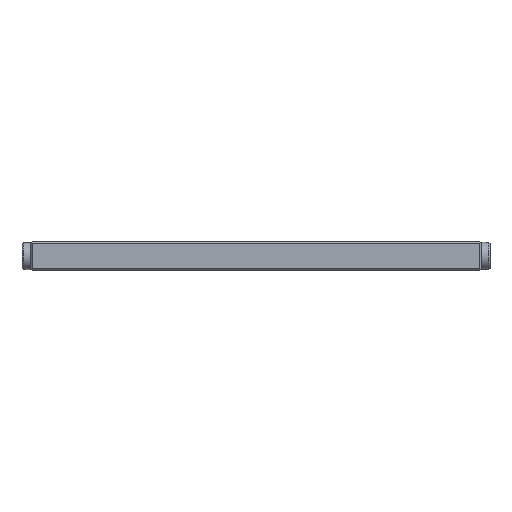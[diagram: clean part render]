
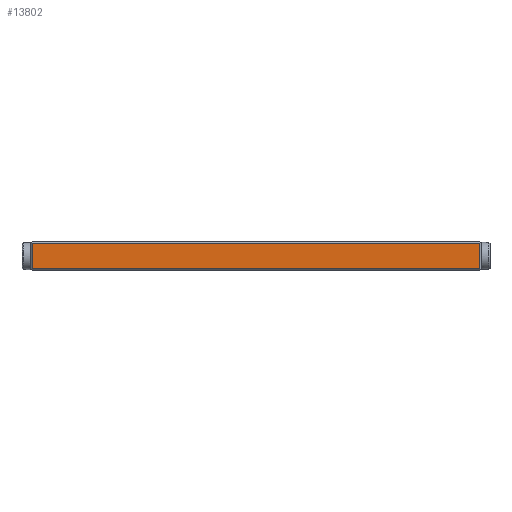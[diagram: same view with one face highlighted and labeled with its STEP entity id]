
A CAD part, front view. The second image highlights one B-rep face of the part: STEP entity #13802.
In plain terms, the highlighted planar face has unit normal (0, -1, 0).
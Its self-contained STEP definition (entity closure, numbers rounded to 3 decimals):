
#13802=ADVANCED_FACE('',(#17941),#15862,.T.);
#15862=PLANE('',#58238);
#17941=FACE_OUTER_BOUND('',#20689,.T.);
#20689=EDGE_LOOP('',(#28816,#28817,#28818,#28819));
#28816=ORIENTED_EDGE('',*,*,#43376,.T.);
#28817=ORIENTED_EDGE('',*,*,#43377,.T.);
#28818=ORIENTED_EDGE('',*,*,#43378,.T.);
#28819=ORIENTED_EDGE('',*,*,#43379,.T.);
#37864=VERTEX_POINT('',#78495);
#37865=VERTEX_POINT('',#78496);
#37866=VERTEX_POINT('',#78498);
#37867=VERTEX_POINT('',#78500);
#43376=EDGE_CURVE('',#37864,#37865,#48719,.T.);
#43377=EDGE_CURVE('',#37865,#37866,#48720,.T.);
#43378=EDGE_CURVE('',#37866,#37867,#48721,.T.);
#43379=EDGE_CURVE('',#37867,#37864,#48722,.T.);
#48719=LINE('',#78494,#53283);
#48720=LINE('',#78497,#53284);
#48721=LINE('',#78499,#53285);
#48722=LINE('',#78501,#53286);
#53283=VECTOR('',#66422,1.);
#53284=VECTOR('',#66423,1.);
#53285=VECTOR('',#66424,1.);
#53286=VECTOR('',#66425,1.);
#58238=AXIS2_PLACEMENT_3D('',#78502,#66426,#66427);
#66422=DIRECTION('',(1.,0.,0.));
#66423=DIRECTION('',(0.,0.,1.));
#66424=DIRECTION('',(-1.,0.,0.));
#66425=DIRECTION('',(0.,0.,-1.));
#66426=DIRECTION('',(0.,-1.,0.));
#66427=DIRECTION('',(0.,0.,1.));
#78494=CARTESIAN_POINT('',(62.5,0.,0.425));
#78495=CARTESIAN_POINT('',(0.4,0.,0.425));
#78496=CARTESIAN_POINT('',(124.6,0.,0.425));
#78497=CARTESIAN_POINT('',(124.6,0.,0.));
#78498=CARTESIAN_POINT('',(124.6,0.,7.575));
#78499=CARTESIAN_POINT('',(62.5,0.,7.575));
#78500=CARTESIAN_POINT('',(0.4,0.,7.575));
#78501=CARTESIAN_POINT('',(0.4,0.,0.));
#78502=CARTESIAN_POINT('',(62.5,0.,0.));
